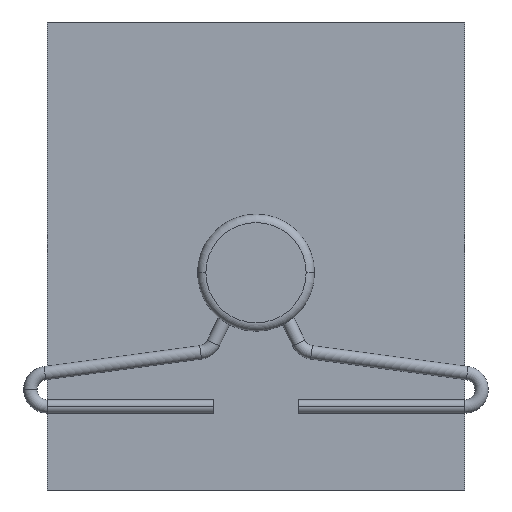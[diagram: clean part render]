
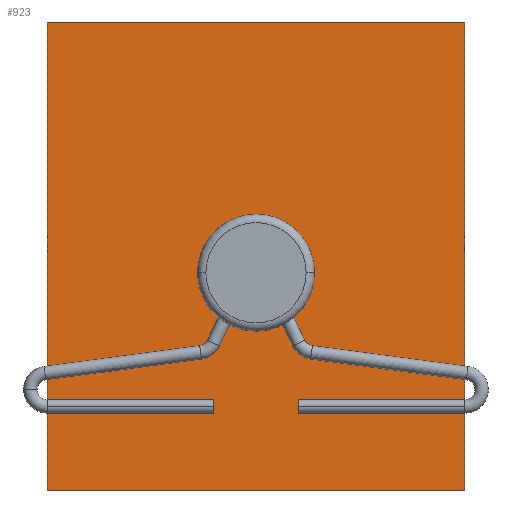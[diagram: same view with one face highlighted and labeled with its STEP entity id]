
A CAD part, left-side view. The second image highlights one B-rep face of the part: STEP entity #923.
In plain terms, the highlighted planar face has unit normal (-1, 0, 0).
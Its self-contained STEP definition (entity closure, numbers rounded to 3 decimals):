
#6 = CARTESIAN_POINT ( 'NONE',  ( -0.5, 0., 13. ) ) ;
#11 = CARTESIAN_POINT ( 'NONE',  ( -0.5, 12.5, 0. ) ) ;
#17 = FACE_OUTER_BOUND ( 'NONE', #2284, .T. ) ;
#20 = LINE ( 'NONE', #1654, #67 ) ;
#36 = DIRECTION ( 'NONE',  ( 1., 0., 0. ) ) ;
#67 = VECTOR ( 'NONE', #715, 1000. ) ;
#72 = VERTEX_POINT ( 'NONE', #1865 ) ;
#85 = EDGE_CURVE ( 'NONE', #72, #247, #2145, .T. ) ;
#139 = ORIENTED_EDGE ( 'NONE', *, *, #2764, .F. ) ;
#153 = ORIENTED_EDGE ( 'NONE', *, *, #561, .F. ) ;
#247 = VERTEX_POINT ( 'NONE', #11 ) ;
#313 = LINE ( 'NONE', #2438, #379 ) ;
#379 = VECTOR ( 'NONE', #2009, 1000. ) ;
#409 = DIRECTION ( 'NONE',  ( 0., 0., -1. ) ) ;
#516 = CIRCLE ( 'NONE', #2306, 2. ) ;
#561 = EDGE_CURVE ( 'NONE', #2118, #1644, #2193, .T. ) ;
#605 = CARTESIAN_POINT ( 'NONE',  ( -0.5, -12.5, 0. ) ) ;
#715 = DIRECTION ( 'NONE',  ( 0., -1., 0. ) ) ;
#806 = ORIENTED_EDGE ( 'NONE', *, *, #2279, .T. ) ;
#822 = VECTOR ( 'NONE', #409, 1000. ) ;
#862 = CARTESIAN_POINT ( 'NONE',  ( -0.5, 2., 13. ) ) ;
#923 = ADVANCED_FACE ( 'NONE', ( #2221, #17 ), #2442, .F. ) ;
#1000 = DIRECTION ( 'NONE',  ( 0., 1., 0. ) ) ;
#1107 = CARTESIAN_POINT ( 'NONE',  ( -0.5, 12.5, 28. ) ) ;
#1225 = VERTEX_POINT ( 'NONE', #605 ) ;
#1304 = VERTEX_POINT ( 'NONE', #2116 ) ;
#1326 = ORIENTED_EDGE ( 'NONE', *, *, #85, .T. ) ;
#1344 = AXIS2_PLACEMENT_3D ( 'NONE', #1691, #2638, #2839 ) ;
#1352 = LINE ( 'NONE', #1107, #2164 ) ;
#1605 = ORIENTED_EDGE ( 'NONE', *, *, #2862, .F. ) ;
#1644 = VERTEX_POINT ( 'NONE', #2517 ) ;
#1654 = CARTESIAN_POINT ( 'NONE',  ( -0.5, 12.5, 0. ) ) ;
#1691 = CARTESIAN_POINT ( 'NONE',  ( -0.5, 0., 13. ) ) ;
#1801 = EDGE_LOOP ( 'NONE', ( #139, #153 ) ) ;
#1865 = CARTESIAN_POINT ( 'NONE',  ( -0.5, 12.5, 28. ) ) ;
#1892 = AXIS2_PLACEMENT_3D ( 'NONE', #2207, #36, #1000 ) ;
#1905 = ORIENTED_EDGE ( 'NONE', *, *, #2113, .F. ) ;
#2009 = DIRECTION ( 'NONE',  ( 0., 0., -1. ) ) ;
#2072 = DIRECTION ( 'NONE',  ( 0., -1., 0. ) ) ;
#2113 = EDGE_CURVE ( 'NONE', #72, #1304, #1352, .T. ) ;
#2116 = CARTESIAN_POINT ( 'NONE',  ( -0.5, -12.5, 28. ) ) ;
#2118 = VERTEX_POINT ( 'NONE', #862 ) ;
#2145 = LINE ( 'NONE', #2837, #822 ) ;
#2164 = VECTOR ( 'NONE', #2072, 1000. ) ;
#2171 = DIRECTION ( 'NONE',  ( -1., 0., 0. ) ) ;
#2193 = CIRCLE ( 'NONE', #1344, 2. ) ;
#2207 = CARTESIAN_POINT ( 'NONE',  ( -0.5, 12.5, 28. ) ) ;
#2221 = FACE_BOUND ( 'NONE', #1801, .T. ) ;
#2279 = EDGE_CURVE ( 'NONE', #247, #1225, #20, .T. ) ;
#2284 = EDGE_LOOP ( 'NONE', ( #806, #1605, #1905, #1326 ) ) ;
#2306 = AXIS2_PLACEMENT_3D ( 'NONE', #6, #2171, #3132 ) ;
#2438 = CARTESIAN_POINT ( 'NONE',  ( -0.5, -12.5, 28. ) ) ;
#2442 = PLANE ( 'NONE',  #1892 ) ;
#2517 = CARTESIAN_POINT ( 'NONE',  ( -0.5, -2., 13. ) ) ;
#2638 = DIRECTION ( 'NONE',  ( -1., 0., 0. ) ) ;
#2764 = EDGE_CURVE ( 'NONE', #1644, #2118, #516, .T. ) ;
#2837 = CARTESIAN_POINT ( 'NONE',  ( -0.5, 12.5, 28. ) ) ;
#2839 = DIRECTION ( 'NONE',  ( 0., 1., 0. ) ) ;
#2862 = EDGE_CURVE ( 'NONE', #1304, #1225, #313, .T. ) ;
#3132 = DIRECTION ( 'NONE',  ( 0., 1., 0. ) ) ;
